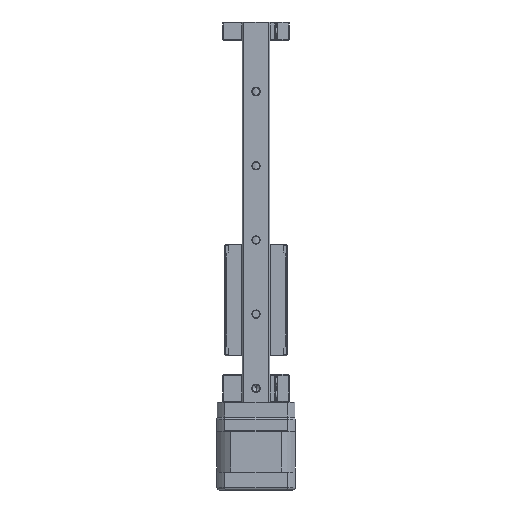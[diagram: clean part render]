
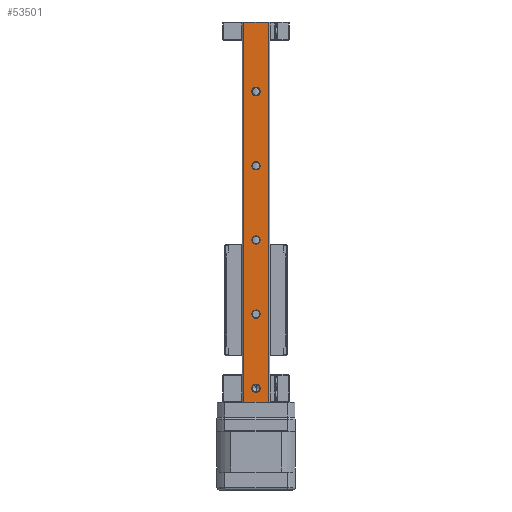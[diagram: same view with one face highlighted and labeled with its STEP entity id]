
A CAD part, front view. The second image highlights one B-rep face of the part: STEP entity #53501.
In plain terms, the highlighted planar face has unit normal (0, -1, 0).
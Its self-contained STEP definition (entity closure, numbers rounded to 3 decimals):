
#29 = VERTEX_POINT ( 'NONE', #7222 ) ;
#657 = FACE_BOUND ( 'NONE', #1643, .T. ) ;
#1643 = EDGE_LOOP ( 'NONE', ( #52658, #62169 ) ) ;
#1699 = AXIS2_PLACEMENT_3D ( 'NONE', #44849, #15701, #49725 ) ;
#1805 = CARTESIAN_POINT ( 'NONE',  ( 1.082, -17.875, 116. ) ) ;
#3658 = DIRECTION ( 'NONE',  ( 0., 1., 0. ) ) ;
#3772 = CIRCLE ( 'NONE', #62800, 2.25 ) ;
#4578 = VERTEX_POINT ( 'NONE', #13542 ) ;
#5699 = CIRCLE ( 'NONE', #18442, 2.25 ) ;
#6616 = CARTESIAN_POINT ( 'NONE',  ( -5.618, -17.875, 233.5 ) ) ;
#6725 = DIRECTION ( 'NONE',  ( 1., 0., 0. ) ) ;
#7222 = CARTESIAN_POINT ( 'NONE',  ( -1.168, -17.875, 36. ) ) ;
#7688 = CARTESIAN_POINT ( 'NONE',  ( -5.618, -17.875, 233.5 ) ) ;
#8110 = ORIENTED_EDGE ( 'NONE', *, *, #30679, .T. ) ;
#8298 = ORIENTED_EDGE ( 'NONE', *, *, #54932, .T. ) ;
#8840 = CARTESIAN_POINT ( 'NONE',  ( -5.618, -17.875, 233.5 ) ) ;
#9574 = DIRECTION ( 'NONE',  ( 0., 1., 0. ) ) ;
#9579 = VERTEX_POINT ( 'NONE', #41079 ) ;
#10015 = CIRCLE ( 'NONE', #31773, 2.25 ) ;
#10272 = LINE ( 'NONE', #28377, #23141 ) ;
#11237 = EDGE_CURVE ( 'NONE', #30511, #42573, #10272, .T. ) ;
#11701 = LINE ( 'NONE', #12926, #47438 ) ;
#11927 = DIRECTION ( 'NONE',  ( -1., 0., 0. ) ) ;
#12506 = ORIENTED_EDGE ( 'NONE', *, *, #11237, .F. ) ;
#12756 = CIRCLE ( 'NONE', #56046, 2.25 ) ;
#12926 = CARTESIAN_POINT ( 'NONE',  ( 7.782, -17.875, 233.5 ) ) ;
#13389 = CARTESIAN_POINT ( 'NONE',  ( 1.082, -17.875, 156. ) ) ;
#13542 = CARTESIAN_POINT ( 'NONE',  ( 3.332, -17.875, 196. ) ) ;
#13637 = FACE_BOUND ( 'NONE', #36087, .T. ) ;
#14159 = ORIENTED_EDGE ( 'NONE', *, *, #35225, .T. ) ;
#15682 = CARTESIAN_POINT ( 'NONE',  ( 1.082, -17.875, 76. ) ) ;
#15701 = DIRECTION ( 'NONE',  ( 0., 1., 0. ) ) ;
#15762 = CIRCLE ( 'NONE', #23096, 2.25 ) ;
#15818 = ORIENTED_EDGE ( 'NONE', *, *, #47607, .T. ) ;
#16138 = AXIS2_PLACEMENT_3D ( 'NONE', #50615, #41036, #11927 ) ;
#16366 = CARTESIAN_POINT ( 'NONE',  ( 3.332, -17.875, 76. ) ) ;
#16373 = DIRECTION ( 'NONE',  ( -1., 0., 0. ) ) ;
#16871 = CARTESIAN_POINT ( 'NONE',  ( 1.082, -17.875, 116. ) ) ;
#17394 = VERTEX_POINT ( 'NONE', #24519 ) ;
#17419 = DIRECTION ( 'NONE',  ( 0., 0., -1. ) ) ;
#17629 = VERTEX_POINT ( 'NONE', #50245 ) ;
#17728 = CARTESIAN_POINT ( 'NONE',  ( -1.168, -17.875, 156. ) ) ;
#17773 = DIRECTION ( 'NONE',  ( 0., 0., -1. ) ) ;
#18073 = VERTEX_POINT ( 'NONE', #16366 ) ;
#18215 = DIRECTION ( 'NONE',  ( 1., 0., 0. ) ) ;
#18442 = AXIS2_PLACEMENT_3D ( 'NONE', #15682, #49706, #20547 ) ;
#18701 = VERTEX_POINT ( 'NONE', #49698 ) ;
#18989 = ORIENTED_EDGE ( 'NONE', *, *, #31917, .T. ) ;
#20248 = DIRECTION ( 'NONE',  ( 0., 1., 0. ) ) ;
#20547 = DIRECTION ( 'NONE',  ( 1., 0., 0. ) ) ;
#21052 = EDGE_CURVE ( 'NONE', #29, #45069, #56678, .T. ) ;
#21426 = CARTESIAN_POINT ( 'NONE',  ( 7.782, -17.875, 28.5 ) ) ;
#21770 = DIRECTION ( 'NONE',  ( 1., 0., 0. ) ) ;
#22001 = EDGE_CURVE ( 'NONE', #18073, #45100, #34461, .T. ) ;
#22666 = CARTESIAN_POINT ( 'NONE',  ( 1.082, -17.875, 196. ) ) ;
#23096 = AXIS2_PLACEMENT_3D ( 'NONE', #13389, #47391, #18215 ) ;
#23141 = VECTOR ( 'NONE', #62420, 1000. ) ;
#23218 = VERTEX_POINT ( 'NONE', #8840 ) ;
#23562 = EDGE_LOOP ( 'NONE', ( #12506, #54819, #49847, #33114 ) ) ;
#23699 = CARTESIAN_POINT ( 'NONE',  ( -1.168, -17.875, 76. ) ) ;
#23925 = ORIENTED_EDGE ( 'NONE', *, *, #41989, .T. ) ;
#24518 = EDGE_CURVE ( 'NONE', #45069, #29, #49355, .T. ) ;
#24519 = CARTESIAN_POINT ( 'NONE',  ( 7.782, -17.875, 233.5 ) ) ;
#26542 = FACE_BOUND ( 'NONE', #47996, .T. ) ;
#27433 = EDGE_CURVE ( 'NONE', #23218, #42573, #58961, .T. ) ;
#27592 = DIRECTION ( 'NONE',  ( 1., 0., 0. ) ) ;
#27784 = CARTESIAN_POINT ( 'NONE',  ( 1.082, -17.875, 36. ) ) ;
#28135 = AXIS2_PLACEMENT_3D ( 'NONE', #1805, #35834, #6725 ) ;
#28377 = CARTESIAN_POINT ( 'NONE',  ( -5.618, -17.875, 28.5 ) ) ;
#28470 = LINE ( 'NONE', #6616, #52862 ) ;
#29259 = VERTEX_POINT ( 'NONE', #17728 ) ;
#29601 = FACE_OUTER_BOUND ( 'NONE', #23562, .T. ) ;
#30025 = CARTESIAN_POINT ( 'NONE',  ( -5.618, -17.875, 28.5 ) ) ;
#30511 = VERTEX_POINT ( 'NONE', #21426 ) ;
#30679 = EDGE_CURVE ( 'NONE', #17629, #4578, #10015, .T. ) ;
#31773 = AXIS2_PLACEMENT_3D ( 'NONE', #22666, #56764, #27592 ) ;
#31917 = EDGE_CURVE ( 'NONE', #4578, #17629, #3772, .T. ) ;
#32657 = DIRECTION ( 'NONE',  ( 1., 0., 0. ) ) ;
#32774 = CARTESIAN_POINT ( 'NONE',  ( 1.082, -17.875, 36. ) ) ;
#33114 = ORIENTED_EDGE ( 'NONE', *, *, #27433, .T. ) ;
#33331 = EDGE_LOOP ( 'NONE', ( #8298, #23925 ) ) ;
#34461 = CIRCLE ( 'NONE', #57243, 2.25 ) ;
#34821 = EDGE_LOOP ( 'NONE', ( #8110, #18989 ) ) ;
#35225 = EDGE_CURVE ( 'NONE', #18701, #36029, #12756, .T. ) ;
#35834 = DIRECTION ( 'NONE',  ( 0., 1., 0. ) ) ;
#36029 = VERTEX_POINT ( 'NONE', #56823 ) ;
#36087 = EDGE_LOOP ( 'NONE', ( #15818, #14159 ) ) ;
#37663 = DIRECTION ( 'NONE',  ( 1., 0., 0. ) ) ;
#37949 = FACE_BOUND ( 'NONE', #34821, .T. ) ;
#38166 = CARTESIAN_POINT ( 'NONE',  ( 3.332, -17.875, 36. ) ) ;
#38676 = CARTESIAN_POINT ( 'NONE',  ( 1.082, -17.875, 76. ) ) ;
#41036 = DIRECTION ( 'NONE',  ( 0., -1., 0. ) ) ;
#41079 = CARTESIAN_POINT ( 'NONE',  ( 3.332, -17.875, 156. ) ) ;
#41989 = EDGE_CURVE ( 'NONE', #9579, #29259, #44700, .T. ) ;
#42573 = VERTEX_POINT ( 'NONE', #30025 ) ;
#43574 = DIRECTION ( 'NONE',  ( 1., 0., 0. ) ) ;
#43736 = EDGE_CURVE ( 'NONE', #45100, #18073, #5699, .T. ) ;
#44088 = CIRCLE ( 'NONE', #28135, 2.25 ) ;
#44700 = CIRCLE ( 'NONE', #1699, 2.25 ) ;
#44849 = CARTESIAN_POINT ( 'NONE',  ( 1.082, -17.875, 156. ) ) ;
#45069 = VERTEX_POINT ( 'NONE', #38166 ) ;
#45100 = VERTEX_POINT ( 'NONE', #23699 ) ;
#45972 = VECTOR ( 'NONE', #17419, 1000. ) ;
#47391 = DIRECTION ( 'NONE',  ( 0., 1., 0. ) ) ;
#47438 = VECTOR ( 'NONE', #17773, 1000. ) ;
#47607 = EDGE_CURVE ( 'NONE', #36029, #18701, #44088, .T. ) ;
#47996 = EDGE_LOOP ( 'NONE', ( #51781, #53155 ) ) ;
#49355 = CIRCLE ( 'NONE', #54082, 2.25 ) ;
#49417 = CARTESIAN_POINT ( 'NONE',  ( 1.082, -17.875, 196. ) ) ;
#49698 = CARTESIAN_POINT ( 'NONE',  ( 3.332, -17.875, 116. ) ) ;
#49706 = DIRECTION ( 'NONE',  ( 0., 1., 0. ) ) ;
#49725 = DIRECTION ( 'NONE',  ( 1., 0., 0. ) ) ;
#49847 = ORIENTED_EDGE ( 'NONE', *, *, #51821, .T. ) ;
#50245 = CARTESIAN_POINT ( 'NONE',  ( -1.168, -17.875, 196. ) ) ;
#50615 = CARTESIAN_POINT ( 'NONE',  ( -5.618, -17.875, 233.5 ) ) ;
#50913 = FACE_BOUND ( 'NONE', #33331, .T. ) ;
#50929 = DIRECTION ( 'NONE',  ( 0., 1., 0. ) ) ;
#51781 = ORIENTED_EDGE ( 'NONE', *, *, #43736, .T. ) ;
#51821 = EDGE_CURVE ( 'NONE', #17394, #23218, #28470, .T. ) ;
#52658 = ORIENTED_EDGE ( 'NONE', *, *, #21052, .T. ) ;
#52862 = VECTOR ( 'NONE', #16373, 1000. ) ;
#53155 = ORIENTED_EDGE ( 'NONE', *, *, #22001, .T. ) ;
#53501 = ADVANCED_FACE ( 'NONE', ( #26542, #657, #29601, #13637, #50913, #37949 ), #60419, .T. ) ;
#54082 = AXIS2_PLACEMENT_3D ( 'NONE', #27784, #61829, #32657 ) ;
#54334 = DIRECTION ( 'NONE',  ( 1., 0., 0. ) ) ;
#54819 = ORIENTED_EDGE ( 'NONE', *, *, #57781, .F. ) ;
#54932 = EDGE_CURVE ( 'NONE', #29259, #9579, #15762, .T. ) ;
#56046 = AXIS2_PLACEMENT_3D ( 'NONE', #16871, #50929, #21770 ) ;
#56678 = CIRCLE ( 'NONE', #60875, 2.25 ) ;
#56764 = DIRECTION ( 'NONE',  ( 0., 1., 0. ) ) ;
#56823 = CARTESIAN_POINT ( 'NONE',  ( -1.168, -17.875, 116. ) ) ;
#57243 = AXIS2_PLACEMENT_3D ( 'NONE', #38676, #9574, #43574 ) ;
#57781 = EDGE_CURVE ( 'NONE', #17394, #30511, #11701, .T. ) ;
#58961 = LINE ( 'NONE', #7688, #45972 ) ;
#60419 = PLANE ( 'NONE',  #16138 ) ;
#60875 = AXIS2_PLACEMENT_3D ( 'NONE', #32774, #3658, #37663 ) ;
#61829 = DIRECTION ( 'NONE',  ( 0., 1., 0. ) ) ;
#62169 = ORIENTED_EDGE ( 'NONE', *, *, #24518, .T. ) ;
#62420 = DIRECTION ( 'NONE',  ( -1., 0., 0. ) ) ;
#62800 = AXIS2_PLACEMENT_3D ( 'NONE', #49417, #20248, #54334 ) ;
